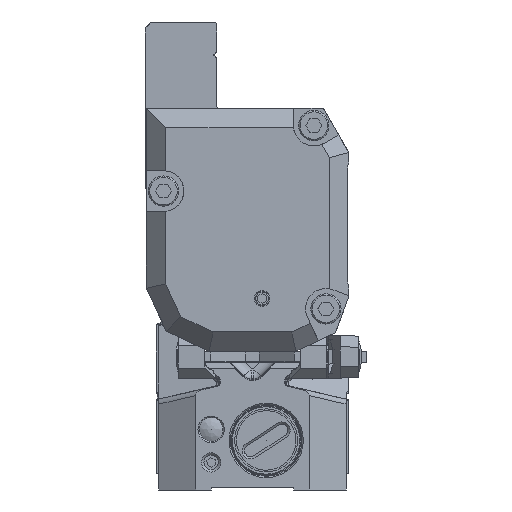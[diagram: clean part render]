
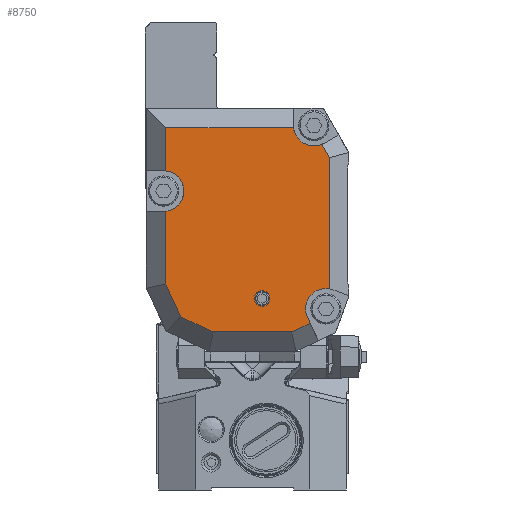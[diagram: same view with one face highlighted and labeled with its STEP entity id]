
A CAD part, front view. The second image highlights one B-rep face of the part: STEP entity #8750.
In plain terms, the highlighted planar face has unit normal (0, -1, 0).
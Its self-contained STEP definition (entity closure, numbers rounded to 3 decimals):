
#5745=FACE_BOUND('',#16580,.T.);
#5746=FACE_BOUND('',#16581,.T.);
#8750=ADVANCED_FACE('',(#5745,#5746),#10511,.F.);
#10511=PLANE('',#60916);
#16580=EDGE_LOOP('',(#31989,#31990,#31991,#31992,#31993,#31994,#31995,#31996,
#31997,#31998,#31999,#32000,#32001));
#16581=EDGE_LOOP('',(#32002));
#31989=ORIENTED_EDGE('',*,*,#45029,.T.);
#31990=ORIENTED_EDGE('',*,*,#45030,.T.);
#31991=ORIENTED_EDGE('',*,*,#45031,.T.);
#31992=ORIENTED_EDGE('',*,*,#45032,.T.);
#31993=ORIENTED_EDGE('',*,*,#45033,.T.);
#31994=ORIENTED_EDGE('',*,*,#45034,.T.);
#31995=ORIENTED_EDGE('',*,*,#45035,.T.);
#31996=ORIENTED_EDGE('',*,*,#45036,.T.);
#31997=ORIENTED_EDGE('',*,*,#45037,.T.);
#31998=ORIENTED_EDGE('',*,*,#45038,.T.);
#31999=ORIENTED_EDGE('',*,*,#45039,.T.);
#32000=ORIENTED_EDGE('',*,*,#45040,.T.);
#32001=ORIENTED_EDGE('',*,*,#45041,.T.);
#32002=ORIENTED_EDGE('',*,*,#45042,.T.);
#37278=VERTEX_POINT('',#102983);
#37279=VERTEX_POINT('',#102984);
#37280=VERTEX_POINT('',#102986);
#37281=VERTEX_POINT('',#102988);
#37282=VERTEX_POINT('',#102990);
#37283=VERTEX_POINT('',#102992);
#37284=VERTEX_POINT('',#102994);
#37285=VERTEX_POINT('',#102996);
#37286=VERTEX_POINT('',#102998);
#37287=VERTEX_POINT('',#103000);
#37288=VERTEX_POINT('',#103002);
#37289=VERTEX_POINT('',#103004);
#37290=VERTEX_POINT('',#103006);
#37291=VERTEX_POINT('',#103009);
#45029=EDGE_CURVE('',#37278,#37279,#56266,.T.);
#45030=EDGE_CURVE('',#37279,#37280,#49706,.T.);
#45031=EDGE_CURVE('',#37280,#37281,#49707,.T.);
#45032=EDGE_CURVE('',#37281,#37282,#56267,.T.);
#45033=EDGE_CURVE('',#37282,#37283,#49708,.T.);
#45034=EDGE_CURVE('',#37283,#37284,#49709,.T.);
#45035=EDGE_CURVE('',#37284,#37285,#56268,.T.);
#45036=EDGE_CURVE('',#37285,#37286,#49710,.T.);
#45037=EDGE_CURVE('',#37286,#37287,#49711,.T.);
#45038=EDGE_CURVE('',#37287,#37288,#49712,.T.);
#45039=EDGE_CURVE('',#37288,#37289,#49713,.T.);
#45040=EDGE_CURVE('',#37289,#37290,#49714,.T.);
#45041=EDGE_CURVE('',#37290,#37278,#49715,.T.);
#45042=EDGE_CURVE('',#37291,#37291,#56269,.T.);
#49706=LINE('',#102985,#54450);
#49707=LINE('',#102987,#54451);
#49708=LINE('',#102991,#54452);
#49709=LINE('',#102993,#54453);
#49710=LINE('',#102997,#54454);
#49711=LINE('',#102999,#54455);
#49712=LINE('',#103001,#54456);
#49713=LINE('',#103003,#54457);
#49714=LINE('',#103005,#54458);
#49715=LINE('',#103007,#54459);
#54450=VECTOR('',#74896,1.);
#54451=VECTOR('',#74897,1.);
#54452=VECTOR('',#74900,1.);
#54453=VECTOR('',#74901,1.);
#54454=VECTOR('',#74904,1.);
#54455=VECTOR('',#74905,1.);
#54456=VECTOR('',#74906,1.);
#54457=VECTOR('',#74907,1.);
#54458=VECTOR('',#74908,1.);
#54459=VECTOR('',#74909,1.);
#56266=CIRCLE('',#60912,3.7);
#56267=CIRCLE('',#60913,3.7);
#56268=CIRCLE('',#60914,3.7);
#56269=CIRCLE('',#60915,1.3);
#60912=AXIS2_PLACEMENT_3D('',#102982,#74894,#74895);
#60913=AXIS2_PLACEMENT_3D('',#102989,#74898,#74899);
#60914=AXIS2_PLACEMENT_3D('',#102995,#74902,#74903);
#60915=AXIS2_PLACEMENT_3D('',#103008,#74910,#74911);
#60916=AXIS2_PLACEMENT_3D('',#103010,#74912,#74913);
#74894=DIRECTION('',(0.,1.,0.));
#74895=DIRECTION('',(-1.,0.,0.));
#74896=DIRECTION('',(0.,0.,1.));
#74897=DIRECTION('',(-0.5,0.,0.866));
#74898=DIRECTION('',(0.,1.,0.));
#74899=DIRECTION('',(-1.,0.,0.));
#74900=DIRECTION('',(-1.,0.,0.));
#74901=DIRECTION('',(0.,0.,-1.));
#74902=DIRECTION('',(0.,1.,0.));
#74903=DIRECTION('',(-1.,0.,0.));
#74904=DIRECTION('',(0.,0.,-1.));
#74905=DIRECTION('',(0.419,0.,-0.908));
#74906=DIRECTION('',(0.905,0.,-0.426));
#74907=DIRECTION('',(1.,0.,0.));
#74908=DIRECTION('',(0.905,0.,0.426));
#74909=DIRECTION('',(-0.426,0.,0.905));
#74910=DIRECTION('',(0.,1.,0.));
#74911=DIRECTION('',(0.,0.,1.));
#74912=DIRECTION('',(0.,1.,0.));
#74913=DIRECTION('',(0.,0.,1.));
#102982=CARTESIAN_POINT('',(32.85,-8.,-52.11));
#102983=CARTESIAN_POINT('',(29.503,-8.,-53.687));
#102984=CARTESIAN_POINT('',(33.5,-8.,-48.468));
#102985=CARTESIAN_POINT('',(33.5,-8.,-46.706));
#102986=CARTESIAN_POINT('',(33.5,-8.,-24.648));
#102987=CARTESIAN_POINT('',(44.864,-8.,-44.331));
#102988=CARTESIAN_POINT('',(32.096,-8.,-22.216));
#102989=CARTESIAN_POINT('',(30.65,-8.,-18.81));
#102990=CARTESIAN_POINT('',(26.972,-8.,-19.21));
#102991=CARTESIAN_POINT('',(40.75,-8.,-19.21));
#102992=CARTESIAN_POINT('',(3.75,-8.,-19.21));
#102993=CARTESIAN_POINT('',(3.75,-8.,-46.706));
#102994=CARTESIAN_POINT('',(3.75,-8.,-27.032));
#102995=CARTESIAN_POINT('',(3.35,-8.,-30.71));
#102996=CARTESIAN_POINT('',(3.75,-8.,-34.388));
#102997=CARTESIAN_POINT('',(3.75,-8.,-46.706));
#102998=CARTESIAN_POINT('',(3.75,-8.,-47.584));
#102999=CARTESIAN_POINT('',(9.912,-8.,-60.937));
#103000=CARTESIAN_POINT('',(6.493,-8.,-53.528));
#103001=CARTESIAN_POINT('',(31.901,-8.,-65.495));
#103002=CARTESIAN_POINT('',(12.378,-8.,-56.3));
#103003=CARTESIAN_POINT('',(40.75,-8.,-56.3));
#103004=CARTESIAN_POINT('',(26.622,-8.,-56.3));
#103005=CARTESIAN_POINT('',(41.883,-8.,-49.112));
#103006=CARTESIAN_POINT('',(29.987,-8.,-54.715));
#103007=CARTESIAN_POINT('',(31.478,-8.,-57.881));
#103008=CARTESIAN_POINT('',(21.25,-8.,-50.21));
#103009=CARTESIAN_POINT('',(21.25,-8.,-48.91));
#103010=CARTESIAN_POINT('',(40.75,-8.,-46.706));
